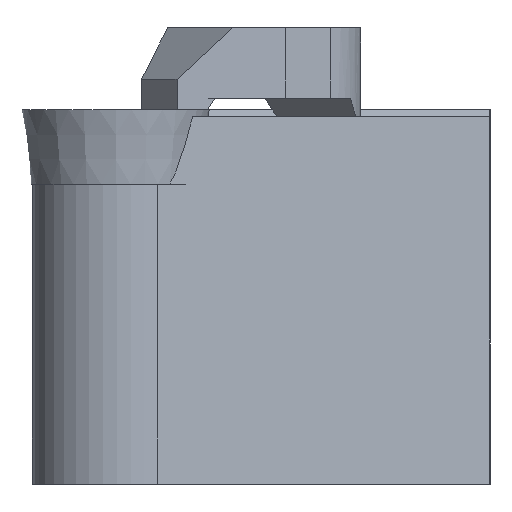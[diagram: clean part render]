
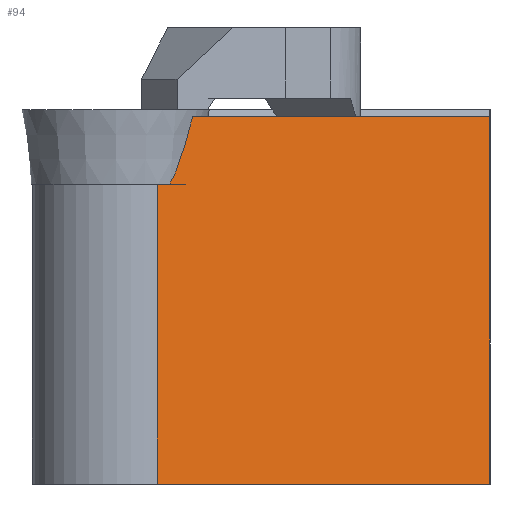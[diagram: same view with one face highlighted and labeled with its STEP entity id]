
A CAD part, left-side view. The second image highlights one B-rep face of the part: STEP entity #94.
In plain terms, the highlighted planar face has unit normal (-0.866, -0.5, 0).
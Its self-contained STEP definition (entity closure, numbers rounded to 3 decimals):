
#94=ADVANCED_FACE('',(#146),#122,.F.);
#122=PLANE('',#576);
#146=FACE_OUTER_BOUND('',#173,.T.);
#173=EDGE_LOOP('',(#318,#319,#320,#321,#322,#323));
#207=LINE('',#785,#260);
#208=LINE('',#802,#261);
#209=LINE('',#803,#262);
#210=LINE('',#805,#263);
#211=LINE('',#807,#264);
#260=VECTOR('',#630,1.);
#261=VECTOR('',#633,1.);
#262=VECTOR('',#634,1.);
#263=VECTOR('',#635,1.);
#264=VECTOR('',#636,1.);
#318=ORIENTED_EDGE('',*,*,#507,.F.);
#319=ORIENTED_EDGE('',*,*,#508,.F.);
#320=ORIENTED_EDGE('',*,*,#506,.T.);
#321=ORIENTED_EDGE('',*,*,#509,.F.);
#322=ORIENTED_EDGE('',*,*,#510,.F.);
#323=ORIENTED_EDGE('',*,*,#511,.F.);
#456=VERTEX_POINT('',#782);
#457=VERTEX_POINT('',#784);
#458=VERTEX_POINT('',#800);
#459=VERTEX_POINT('',#801);
#460=VERTEX_POINT('',#804);
#461=VERTEX_POINT('',#806);
#506=EDGE_CURVE('',#456,#457,#207,.T.);
#507=EDGE_CURVE('',#458,#459,#570,.T.);
#508=EDGE_CURVE('',#456,#458,#208,.T.);
#509=EDGE_CURVE('',#460,#457,#209,.T.);
#510=EDGE_CURVE('',#461,#460,#210,.T.);
#511=EDGE_CURVE('',#459,#461,#211,.T.);
#570=B_SPLINE_CURVE_WITH_KNOTS('',3,(#787,#788,#789,#790,#791,#792,#793,
#794,#795,#796,#797,#798,#799),.UNSPECIFIED.,.F.,.F.,(4,3,3,3,4),(0.,0.14,
0.326,0.599,1.),.UNSPECIFIED.);
#576=AXIS2_PLACEMENT_3D('',#808,#637,#638);
#630=DIRECTION('',(0.,0.,-1.));
#633=DIRECTION('',(0.5,-0.866,0.));
#634=DIRECTION('',(-0.5,0.866,0.));
#635=DIRECTION('',(0.,0.,-1.));
#636=DIRECTION('',(0.5,-0.866,0.));
#637=DIRECTION('',(0.866,0.5,0.));
#638=DIRECTION('',(0.5,-0.866,0.));
#782=CARTESIAN_POINT('',(0.917,14.22,-3.18));
#784=CARTESIAN_POINT('',(0.917,14.22,-16.));
#785=CARTESIAN_POINT('',(0.917,14.22,-35.));
#787=CARTESIAN_POINT('',(1.217,13.702,-3.18));
#788=CARTESIAN_POINT('',(1.26,13.627,-3.064));
#789=CARTESIAN_POINT('',(1.297,13.562,-2.94));
#790=CARTESIAN_POINT('',(1.331,13.503,-2.813));
#791=CARTESIAN_POINT('',(1.378,13.423,-2.642));
#792=CARTESIAN_POINT('',(1.418,13.352,-2.466));
#793=CARTESIAN_POINT('',(1.456,13.287,-2.287));
#794=CARTESIAN_POINT('',(1.511,13.191,-2.027));
#795=CARTESIAN_POINT('',(1.56,13.107,-1.761));
#796=CARTESIAN_POINT('',(1.606,13.028,-1.494));
#797=CARTESIAN_POINT('',(1.673,12.912,-1.1));
#798=CARTESIAN_POINT('',(1.733,12.808,-0.701));
#799=CARTESIAN_POINT('',(1.789,12.711,-0.3));
#800=CARTESIAN_POINT('',(1.217,13.702,-3.18));
#801=CARTESIAN_POINT('',(1.789,12.711,-0.3));
#802=CARTESIAN_POINT('',(0.917,14.22,-3.18));
#803=CARTESIAN_POINT('',(0.917,14.22,-16.));
#804=CARTESIAN_POINT('',(9.127,0.,-16.));
#805=CARTESIAN_POINT('',(9.127,0.,-35.));
#806=CARTESIAN_POINT('',(9.127,0.,-0.3));
#807=CARTESIAN_POINT('',(0.917,14.22,-0.3));
#808=CARTESIAN_POINT('',(0.917,14.22,-35.));
